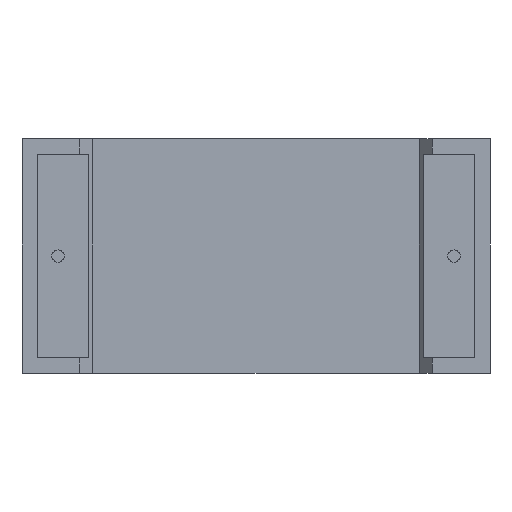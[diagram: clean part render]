
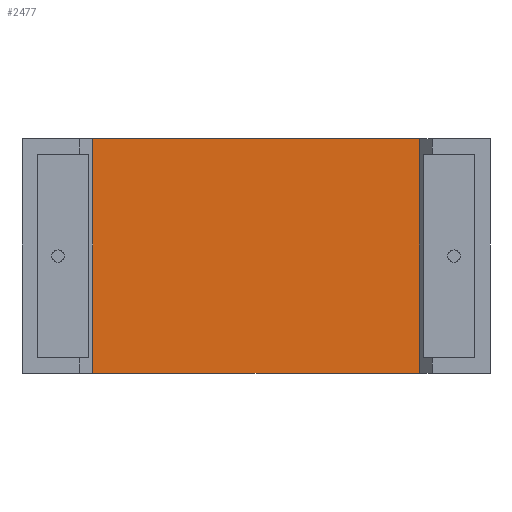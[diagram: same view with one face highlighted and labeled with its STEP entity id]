
A CAD part, front view. The second image highlights one B-rep face of the part: STEP entity #2477.
In plain terms, the highlighted planar face has unit normal (0, -1, 0).
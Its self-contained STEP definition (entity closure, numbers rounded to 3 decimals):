
#18 = VECTOR ( 'NONE', #1876, 1000. ) ;
#91 = CARTESIAN_POINT ( 'NONE',  ( 27.597, 1.045, 16.3 ) ) ;
#162 = EDGE_CURVE ( 'NONE', #1355, #172, #1635, .T. ) ;
#172 = VERTEX_POINT ( 'NONE', #91 ) ;
#466 = CARTESIAN_POINT ( 'NONE',  ( 16.25, 1.045, 0. ) ) ;
#682 = VECTOR ( 'NONE', #2953, 1000. ) ;
#722 = ORIENTED_EDGE ( 'NONE', *, *, #841, .T. ) ;
#841 = EDGE_CURVE ( 'NONE', #172, #1338, #2250, .T. ) ;
#850 = DIRECTION ( 'NONE',  ( -1., 0., 0. ) ) ;
#856 = LINE ( 'NONE', #2742, #682 ) ;
#938 = EDGE_LOOP ( 'NONE', ( #722, #1623, #2157, #3032 ) ) ;
#1066 = CARTESIAN_POINT ( 'NONE',  ( 16.25, 1.045, 0. ) ) ;
#1104 = CARTESIAN_POINT ( 'NONE',  ( 27.597, 1.045, 0. ) ) ;
#1338 = VERTEX_POINT ( 'NONE', #1347 ) ;
#1347 = CARTESIAN_POINT ( 'NONE',  ( 4.903, 1.045, 16.3 ) ) ;
#1355 = VERTEX_POINT ( 'NONE', #1104 ) ;
#1623 = ORIENTED_EDGE ( 'NONE', *, *, #1728, .F. ) ;
#1635 = LINE ( 'NONE', #2586, #1833 ) ;
#1692 = VECTOR ( 'NONE', #2443, 1000. ) ;
#1728 = EDGE_CURVE ( 'NONE', #1932, #1338, #856, .T. ) ;
#1833 = VECTOR ( 'NONE', #2990, 1000. ) ;
#1876 = DIRECTION ( 'NONE',  ( -1., 0., 0. ) ) ;
#1932 = VERTEX_POINT ( 'NONE', #2274 ) ;
#1971 = FACE_OUTER_BOUND ( 'NONE', #938, .T. ) ;
#2022 = DIRECTION ( 'NONE',  ( 0., 1., 0. ) ) ;
#2157 = ORIENTED_EDGE ( 'NONE', *, *, #2910, .F. ) ;
#2209 = PLANE ( 'NONE',  #2481 ) ;
#2234 = CARTESIAN_POINT ( 'NONE',  ( 16.25, 1.045, 16.3 ) ) ;
#2250 = LINE ( 'NONE', #2234, #1692 ) ;
#2274 = CARTESIAN_POINT ( 'NONE',  ( 4.903, 1.045, 0. ) ) ;
#2335 = LINE ( 'NONE', #466, #18 ) ;
#2443 = DIRECTION ( 'NONE',  ( -1., 0., 0. ) ) ;
#2477 = ADVANCED_FACE ( 'NONE', ( #1971 ), #2209, .F. ) ;
#2481 = AXIS2_PLACEMENT_3D ( 'NONE', #1066, #2022, #850 ) ;
#2586 = CARTESIAN_POINT ( 'NONE',  ( 27.597, 1.045, 0. ) ) ;
#2742 = CARTESIAN_POINT ( 'NONE',  ( 4.903, 1.045, 0. ) ) ;
#2910 = EDGE_CURVE ( 'NONE', #1355, #1932, #2335, .T. ) ;
#2953 = DIRECTION ( 'NONE',  ( 0., 0., 1. ) ) ;
#2990 = DIRECTION ( 'NONE',  ( 0., 0., 1. ) ) ;
#3032 = ORIENTED_EDGE ( 'NONE', *, *, #162, .T. ) ;
